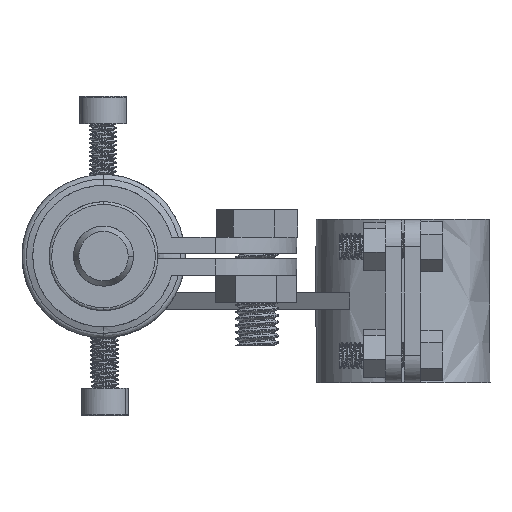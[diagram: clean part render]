
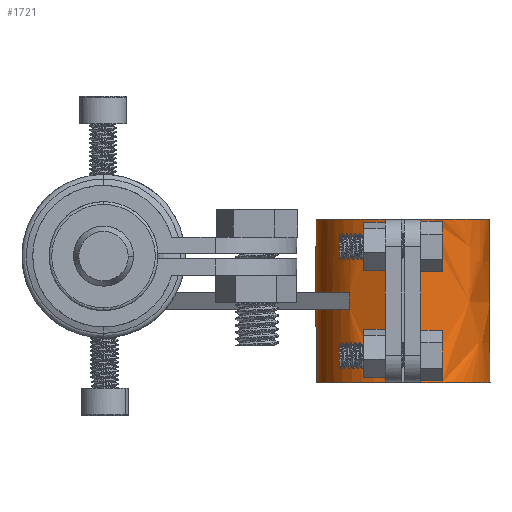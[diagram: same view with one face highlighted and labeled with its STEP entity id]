
A CAD part, left-side view. The second image highlights one B-rep face of the part: STEP entity #1721.
In plain terms, the highlighted free-form (B-spline) face has degree [1, 2] with [2, 9] control points.
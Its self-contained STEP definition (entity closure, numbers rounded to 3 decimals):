
#1068 = VERTEX_POINT('',#1069);
#1069 = CARTESIAN_POINT('',(195.716,-56.507,
    -11.288));
#1077 = VERTEX_POINT('',#1078);
#1078 = CARTESIAN_POINT('',(166.783,-39.673,
    -11.288));
#1083 = EDGE_CURVE('',#1068,#1077,#1084,.T.);
#1084 = ( BOUNDED_CURVE() B_SPLINE_CURVE(2,(#1085,#1086,#1087,#1088,
#1089),.UNSPECIFIED.,.F.,.F.) B_SPLINE_CURVE_WITH_KNOTS((3,2,3),(
-0.393,1.044,2.481),.UNSPECIFIED.) CURVE() 
GEOMETRIC_REPRESENTATION_ITEM() RATIONAL_B_SPLINE_CURVE((1.,
0.753,1.,0.753,1.)) REPRESENTATION_ITEM('') );
#1085 = CARTESIAN_POINT('',(195.716,-56.507,
    -11.288));
#1086 = CARTESIAN_POINT('',(201.37,-42.868,
    -11.288));
#1087 = CARTESIAN_POINT('',(188.608,-35.442,
    -11.288));
#1088 = CARTESIAN_POINT('',(175.846,-28.017,
    -11.288));
#1089 = CARTESIAN_POINT('',(166.783,-39.673,
    -11.288));
#1101 = VERTEX_POINT('',#1102);
#1102 = CARTESIAN_POINT('',(166.783,-39.673,
    -14.455));
#1107 = EDGE_CURVE('',#1077,#1101,#1108,.T.);
#1108 = B_SPLINE_CURVE_WITH_KNOTS('',1,(#1109,#1110),.UNSPECIFIED.,.F.,
  .F.,(2,2),(-0.15,0.15),.PIECEWISE_BEZIER_KNOTS.);
#1109 = CARTESIAN_POINT('',(166.783,-39.673,
    -11.288));
#1110 = CARTESIAN_POINT('',(166.783,-39.673,
    -14.455));
#1121 = EDGE_CURVE('',#1068,#1122,#1124,.T.);
#1122 = VERTEX_POINT('',#1123);
#1123 = CARTESIAN_POINT('',(195.716,-56.507,
    -14.455));
#1124 = B_SPLINE_CURVE_WITH_KNOTS('',1,(#1125,#1126),.UNSPECIFIED.,.F.,
  .F.,(2,2),(-0.15,0.15),.PIECEWISE_BEZIER_KNOTS.);
#1125 = CARTESIAN_POINT('',(195.716,-56.507,
    -11.288));
#1126 = CARTESIAN_POINT('',(195.716,-56.507,
    -14.455));
#1144 = EDGE_CURVE('',#1101,#1122,#1145,.T.);
#1145 = ( BOUNDED_CURVE() B_SPLINE_CURVE(2,(#1146,#1147,#1148,#1149,
#1150),.UNSPECIFIED.,.F.,.F.) B_SPLINE_CURVE_WITH_KNOTS((3,2,3),(
-2.481,-1.044,0.393),.UNSPECIFIED.) CURVE() 
GEOMETRIC_REPRESENTATION_ITEM() RATIONAL_B_SPLINE_CURVE((1.,
0.753,1.,0.753,1.)) REPRESENTATION_ITEM('') );
#1146 = CARTESIAN_POINT('',(166.783,-39.673,
    -14.455));
#1147 = CARTESIAN_POINT('',(175.846,-28.017,
    -14.455));
#1148 = CARTESIAN_POINT('',(188.608,-35.442,
    -14.455));
#1149 = CARTESIAN_POINT('',(201.37,-42.868,
    -14.455));
#1150 = CARTESIAN_POINT('',(195.716,-56.507,
    -14.455));
#1393 = VERTEX_POINT('',#1394);
#1394 = CARTESIAN_POINT('',(163.578,-46.609,
    2.962));
#1399 = EDGE_CURVE('',#1393,#1400,#1402,.T.);
#1400 = VERTEX_POINT('',#1401);
#1401 = CARTESIAN_POINT('',(163.578,-46.609,
    -28.705));
#1402 = B_SPLINE_CURVE_WITH_KNOTS('',1,(#1403,#1404),.UNSPECIFIED.,.F.,
  .F.,(2,2),(-1.5,1.5),.PIECEWISE_BEZIER_KNOTS.);
#1403 = CARTESIAN_POINT('',(163.578,-46.609,
    2.962));
#1404 = CARTESIAN_POINT('',(163.578,-46.609,
    -28.705));
#1576 = EDGE_CURVE('',#1400,#1577,#1579,.T.);
#1577 = VERTEX_POINT('',#1578);
#1578 = CARTESIAN_POINT('',(163.578,-53.47,
    -28.705));
#1579 = ( BOUNDED_CURVE() B_SPLINE_CURVE(2,(#1580,#1581,#1582,#1583,
    #1584,#1585,#1586,#1587,#1588),.UNSPECIFIED.,.F.,.F.) 
B_SPLINE_CURVE_WITH_KNOTS((3,2,2,2,3),(-2.937,-1.469,
    0.,1.469,2.937),.UNSPECIFIED.) 
CURVE() GEOMETRIC_REPRESENTATION_ITEM() RATIONAL_B_SPLINE_CURVE((1.,
    0.742,1.,0.742,1.,0.742,1.,0.742
,1.)) REPRESENTATION_ITEM('') );
#1580 = CARTESIAN_POINT('',(163.578,-46.609,
    -28.705));
#1581 = CARTESIAN_POINT('',(166.675,-31.683,
    -28.705));
#1582 = CARTESIAN_POINT('',(181.839,-33.24,
    -28.705));
#1583 = CARTESIAN_POINT('',(197.004,-34.796,
    -28.705));
#1584 = CARTESIAN_POINT('',(197.004,-50.04,
    -28.705));
#1585 = CARTESIAN_POINT('',(197.004,-65.284,
    -28.705));
#1586 = CARTESIAN_POINT('',(181.839,-66.84,
    -28.705));
#1587 = CARTESIAN_POINT('',(166.675,-68.397,
    -28.705));
#1588 = CARTESIAN_POINT('',(163.578,-53.47,
    -28.705));
#1672 = VERTEX_POINT('',#1673);
#1673 = CARTESIAN_POINT('',(163.578,-53.47,
    2.962));
#1678 = EDGE_CURVE('',#1672,#1393,#1679,.T.);
#1679 = ( BOUNDED_CURVE() B_SPLINE_CURVE(2,(#1680,#1681,#1682,#1683,
    #1684,#1685,#1686,#1687,#1688),.UNSPECIFIED.,.F.,.F.) 
B_SPLINE_CURVE_WITH_KNOTS((3,2,2,2,3),(-2.937,-1.469,
    0.,1.469,2.937),.UNSPECIFIED.) 
CURVE() GEOMETRIC_REPRESENTATION_ITEM() RATIONAL_B_SPLINE_CURVE((1.,
    0.742,1.,0.742,1.,0.742,1.,0.742
,1.)) REPRESENTATION_ITEM('') );
#1680 = CARTESIAN_POINT('',(163.578,-53.47,
    2.962));
#1681 = CARTESIAN_POINT('',(166.675,-68.397,
    2.962));
#1682 = CARTESIAN_POINT('',(181.839,-66.84,
    2.962));
#1683 = CARTESIAN_POINT('',(197.004,-65.284,
    2.962));
#1684 = CARTESIAN_POINT('',(197.004,-50.04,
    2.962));
#1685 = CARTESIAN_POINT('',(197.004,-34.796,
    2.962));
#1686 = CARTESIAN_POINT('',(181.839,-33.24,
    2.962));
#1687 = CARTESIAN_POINT('',(166.675,-31.683,
    2.962));
#1688 = CARTESIAN_POINT('',(163.578,-46.609,
    2.962));
#1703 = EDGE_CURVE('',#1672,#1577,#1704,.T.);
#1704 = B_SPLINE_CURVE_WITH_KNOTS('',1,(#1705,#1706),.UNSPECIFIED.,.F.,
  .F.,(2,2),(-1.5,1.5),.PIECEWISE_BEZIER_KNOTS.);
#1705 = CARTESIAN_POINT('',(163.578,-53.47,
    2.962));
#1706 = CARTESIAN_POINT('',(163.578,-53.47,
    -28.705));
#1721 = ADVANCED_FACE('',(#1722,#1728),#1734,.T.);
#1722 = FACE_BOUND('',#1723,.T.);
#1723 = EDGE_LOOP('',(#1724,#1725,#1726,#1727));
#1724 = ORIENTED_EDGE('',*,*,#1703,.T.);
#1725 = ORIENTED_EDGE('',*,*,#1576,.F.);
#1726 = ORIENTED_EDGE('',*,*,#1399,.F.);
#1727 = ORIENTED_EDGE('',*,*,#1678,.F.);
#1728 = FACE_BOUND('',#1729,.T.);
#1729 = EDGE_LOOP('',(#1730,#1731,#1732,#1733));
#1730 = ORIENTED_EDGE('',*,*,#1083,.T.);
#1731 = ORIENTED_EDGE('',*,*,#1107,.T.);
#1732 = ORIENTED_EDGE('',*,*,#1144,.T.);
#1733 = ORIENTED_EDGE('',*,*,#1121,.F.);
#1734 = ( BOUNDED_SURFACE() B_SPLINE_SURFACE(1,2,(
    (#1735,#1736,#1737,#1738,#1739,#1740,#1741,#1742,#1743)
    ,(#1744,#1745,#1746,#1747,#1748,#1749,#1750,#1751,#1752
)),.UNSPECIFIED.,.F.,.F.,.F.) B_SPLINE_SURFACE_WITH_KNOTS((2,2),(3,2,2,2
    ,3),(-0.938,0.938),(-2.937,-1.469,0.,
    1.469,2.937),.PIECEWISE_BEZIER_KNOTS.) 
GEOMETRIC_REPRESENTATION_ITEM() RATIONAL_B_SPLINE_SURFACE((
    (1.,0.742,1.,0.742,1.,0.742,1.
      ,0.742,1.)
    ,(1.,0.742,1.,0.742,1.,0.742,1.
,0.742,1.))) REPRESENTATION_ITEM('') SURFACE() );
#1735 = CARTESIAN_POINT('',(163.578,-46.609,
    -28.705));
#1736 = CARTESIAN_POINT('',(166.675,-31.683,
    -28.705));
#1737 = CARTESIAN_POINT('',(181.839,-33.24,
    -28.705));
#1738 = CARTESIAN_POINT('',(197.004,-34.796,
    -28.705));
#1739 = CARTESIAN_POINT('',(197.004,-50.04,
    -28.705));
#1740 = CARTESIAN_POINT('',(197.004,-65.284,
    -28.705));
#1741 = CARTESIAN_POINT('',(181.839,-66.84,
    -28.705));
#1742 = CARTESIAN_POINT('',(166.675,-68.397,
    -28.705));
#1743 = CARTESIAN_POINT('',(163.578,-53.47,
    -28.705));
#1744 = CARTESIAN_POINT('',(163.578,-46.609,
    2.962));
#1745 = CARTESIAN_POINT('',(166.675,-31.683,
    2.962));
#1746 = CARTESIAN_POINT('',(181.839,-33.24,
    2.962));
#1747 = CARTESIAN_POINT('',(197.004,-34.796,
    2.962));
#1748 = CARTESIAN_POINT('',(197.004,-50.04,
    2.962));
#1749 = CARTESIAN_POINT('',(197.004,-65.284,
    2.962));
#1750 = CARTESIAN_POINT('',(181.839,-66.84,
    2.962));
#1751 = CARTESIAN_POINT('',(166.675,-68.397,
    2.962));
#1752 = CARTESIAN_POINT('',(163.578,-53.47,
    2.962));
